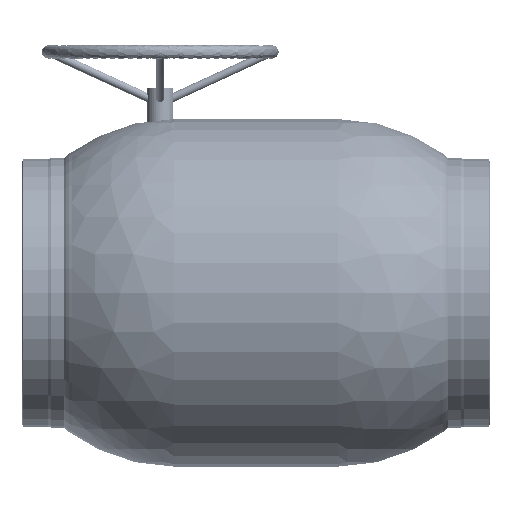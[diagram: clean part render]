
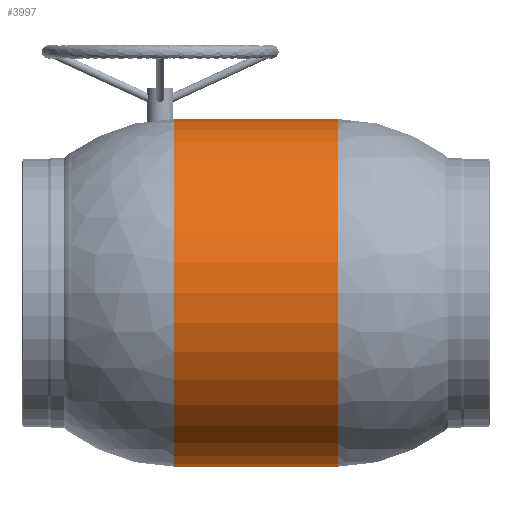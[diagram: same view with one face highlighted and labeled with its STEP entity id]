
A CAD part, front view. The second image highlights one B-rep face of the part: STEP entity #3997.
In plain terms, the highlighted cylindrical face has radius 330 mm (diameter 660 mm), a partial arc.
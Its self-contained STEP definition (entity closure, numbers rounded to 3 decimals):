
#617 = ORIENTED_EDGE ( 'NONE', *, *, #60875, .T. ) ;
#1186 = ORIENTED_EDGE ( 'NONE', *, *, #67592, .F. ) ;
#2247 = AXIS2_PLACEMENT_3D ( 'NONE', #68718, #10783, #57246 ) ;
#2458 = AXIS2_PLACEMENT_3D ( 'NONE', #58279, #24373, #59422 ) ;
#3300 = EDGE_CURVE ( 'NONE', #65448, #26569, #8505, .T. ) ;
#3997 = ADVANCED_FACE ( 'NONE', ( #35174 ), #6212, .T. ) ;
#4805 = CARTESIAN_POINT ( 'NONE',  ( 156.168, 0., -330. ) ) ;
#5836 = CIRCLE ( 'NONE', #52046, 330. ) ;
#6212 = CYLINDRICAL_SURFACE ( 'NONE', #29261, 330. ) ;
#7222 = CARTESIAN_POINT ( 'NONE',  ( -156.168, 0., 330. ) ) ;
#8505 = CIRCLE ( 'NONE', #2458, 330. ) ;
#9573 = VERTEX_POINT ( 'NONE', #34559 ) ;
#10780 = EDGE_CURVE ( 'NONE', #43296, #9573, #71815, .T. ) ;
#10783 = DIRECTION ( 'NONE',  ( -1., 0., 0. ) ) ;
#11564 = CARTESIAN_POINT ( 'NONE',  ( 156.168, -330., 0. ) ) ;
#12860 = ORIENTED_EDGE ( 'NONE', *, *, #69726, .T. ) ;
#15127 = CARTESIAN_POINT ( 'NONE',  ( -156.168, 0., 0. ) ) ;
#16637 = DIRECTION ( 'NONE',  ( -1., 0., 0. ) ) ;
#16754 = VERTEX_POINT ( 'NONE', #30811 ) ;
#17620 = VECTOR ( 'NONE', #48126, 1000. ) ;
#18925 = EDGE_CURVE ( 'NONE', #43296, #66863, #52964, .T. ) ;
#20140 = AXIS2_PLACEMENT_3D ( 'NONE', #63321, #56812, #40066 ) ;
#20301 = CARTESIAN_POINT ( 'NONE',  ( -156.168, -330., 0. ) ) ;
#24373 = DIRECTION ( 'NONE',  ( -1., 0., 0. ) ) ;
#26569 = VERTEX_POINT ( 'NONE', #7222 ) ;
#29261 = AXIS2_PLACEMENT_3D ( 'NONE', #41994, #52662, #46594 ) ;
#30811 = CARTESIAN_POINT ( 'NONE',  ( 156.168, 0., 330. ) ) ;
#31383 = CARTESIAN_POINT ( 'NONE',  ( 0., 0., -330. ) ) ;
#32846 = ORIENTED_EDGE ( 'NONE', *, *, #3300, .F. ) ;
#34189 = LINE ( 'NONE', #69635, #64996 ) ;
#34559 = CARTESIAN_POINT ( 'NONE',  ( -156.168, 0., -330. ) ) ;
#35174 = FACE_OUTER_BOUND ( 'NONE', #38732, .T. ) ;
#38390 = DIRECTION ( 'NONE',  ( -1., 0., 0. ) ) ;
#38654 = ORIENTED_EDGE ( 'NONE', *, *, #10780, .F. ) ;
#38732 = EDGE_LOOP ( 'NONE', ( #38654, #47691, #12860, #617, #32846, #1186 ) ) ;
#40066 = DIRECTION ( 'NONE',  ( 0., 0., 1. ) ) ;
#41994 = CARTESIAN_POINT ( 'NONE',  ( 0., 0., 0. ) ) ;
#43296 = VERTEX_POINT ( 'NONE', #4805 ) ;
#46594 = DIRECTION ( 'NONE',  ( 0., 0., 1. ) ) ;
#47691 = ORIENTED_EDGE ( 'NONE', *, *, #18925, .T. ) ;
#48126 = DIRECTION ( 'NONE',  ( -1., 0., 0. ) ) ;
#52046 = AXIS2_PLACEMENT_3D ( 'NONE', #15127, #38390, #61634 ) ;
#52662 = DIRECTION ( 'NONE',  ( -1., 0., 0. ) ) ;
#52964 = CIRCLE ( 'NONE', #20140, 330. ) ;
#56812 = DIRECTION ( 'NONE',  ( -1., 0., 0. ) ) ;
#57246 = DIRECTION ( 'NONE',  ( 0., 0., 1. ) ) ;
#58279 = CARTESIAN_POINT ( 'NONE',  ( -156.168, 0., 0. ) ) ;
#59403 = CIRCLE ( 'NONE', #2247, 330. ) ;
#59422 = DIRECTION ( 'NONE',  ( 0., 0., 1. ) ) ;
#60875 = EDGE_CURVE ( 'NONE', #16754, #26569, #34189, .T. ) ;
#61634 = DIRECTION ( 'NONE',  ( 0., 0., 1. ) ) ;
#63321 = CARTESIAN_POINT ( 'NONE',  ( 156.168, 0., 0. ) ) ;
#64996 = VECTOR ( 'NONE', #16637, 1000. ) ;
#65448 = VERTEX_POINT ( 'NONE', #20301 ) ;
#66863 = VERTEX_POINT ( 'NONE', #11564 ) ;
#67592 = EDGE_CURVE ( 'NONE', #9573, #65448, #5836, .T. ) ;
#68718 = CARTESIAN_POINT ( 'NONE',  ( 156.168, 0., 0. ) ) ;
#69635 = CARTESIAN_POINT ( 'NONE',  ( 0., 0., 330. ) ) ;
#69726 = EDGE_CURVE ( 'NONE', #66863, #16754, #59403, .T. ) ;
#71815 = LINE ( 'NONE', #31383, #17620 ) ;
